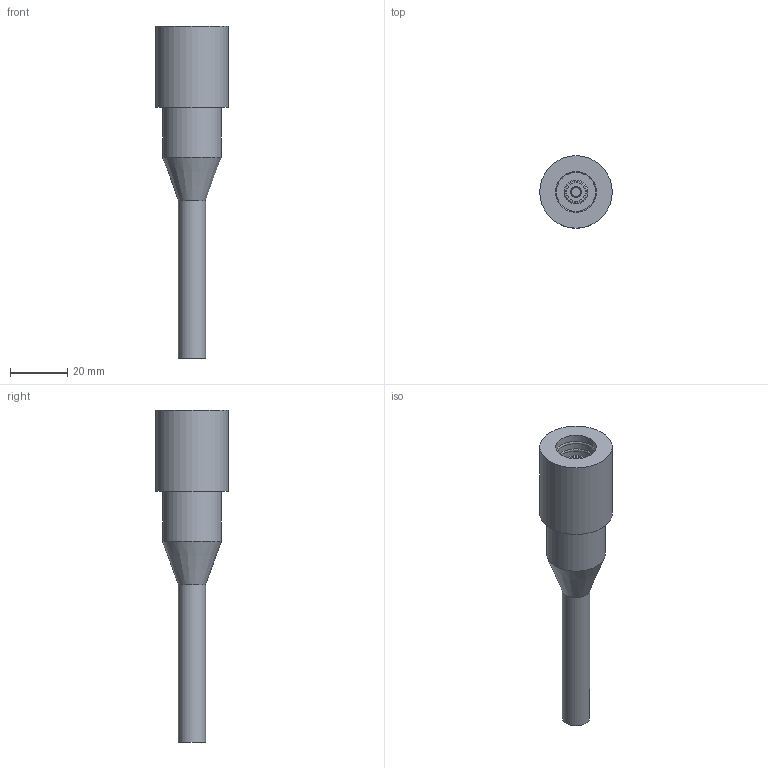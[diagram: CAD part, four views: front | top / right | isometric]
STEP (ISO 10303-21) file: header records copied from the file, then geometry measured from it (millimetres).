
FILE_DESCRIPTION(/* description */ (''),/* implementation_level */ '2;1');
FILE_NAME(/* name */ '75CXILF.stp',/* time_stamp */ '2014-11-13T14:42:33+01:00',/* author */ ('sh'),/* organization */ (''),/* preprocessor_version */ 'ST-DEVELOPER v15.2',/* originating_system */ 'Autodesk Inventor 2014',/* authorisation */ '');
FILE_SCHEMA (('AUTOMOTIVE_DESIGN { 1 0 10303 214 3 1 1 }'));
Length unit declared in the file: inch
Products named in the file (1): 75CXILF
Bounding box: 25.4 x 25.4 x 116.42 mm (x, y, z)
Volume: 19674.5 mm3; surface area: 11589.2 mm2
Topology: 5 solids, 5 shells, 94 faces, 215 edges, 141 vertices
Faces by surface type: plane 40, cylinder 33, torus 13, cone 5, bspline 3
Full cylindrical faces by diameter (mm): 1.27 x1, 1.753 x1, 3.81 x1, 6.045 x1, 6.452 x2, 7.938 x1, 8.255 x2, 8.915 x1, 9.525 x1, 11.1 x2, 11.811 x2, 12.065 x3, 14.275 x4, 20.625 x1, 25.4 x1
Entity records: 3123 total; most frequent: CARTESIAN_POINT 1147, DIRECTION 415, ORIENTED_EDGE 328, AXIS2_PLACEMENT_3D 190, EDGE_CURVE 164, EDGE_LOOP 157, VERTEX_POINT 133, ADVANCED_FACE 93
